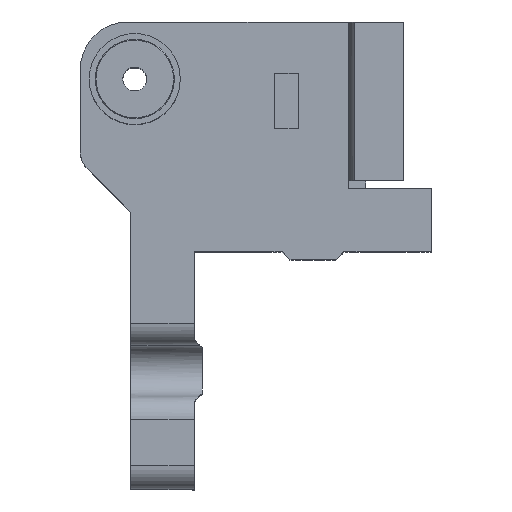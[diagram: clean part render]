
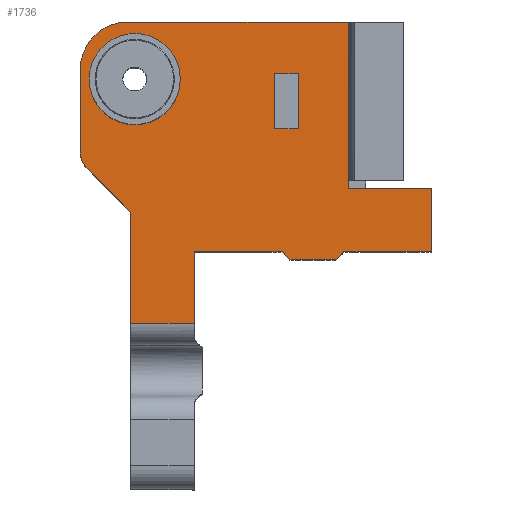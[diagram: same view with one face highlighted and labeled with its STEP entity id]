
A CAD part, top view. The second image highlights one B-rep face of the part: STEP entity #1736.
In plain terms, the highlighted face is planar.
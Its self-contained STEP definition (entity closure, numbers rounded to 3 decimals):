
#50=FACE_BOUND('',#308,.T.);
#51=FACE_BOUND('',#309,.T.);
#139=CIRCLE('',#1900,6.);
#140=CIRCLE('',#1901,3.);
#141=CIRCLE('',#1902,2.35);
#211=FACE_OUTER_BOUND('',#307,.T.);
#307=EDGE_LOOP('',(#1273,#1274,#1275,#1276,#1277,#1278,#1279,#1280,#1281,
#1282,#1283,#1284,#1285,#1286,#1287,#1288));
#308=EDGE_LOOP('',(#1289,#1290,#1291,#1292));
#309=EDGE_LOOP('',(#1293));
#413=LINE('',#2635,#575);
#440=LINE('',#2731,#602);
#444=LINE('',#2742,#606);
#456=LINE('',#2789,#618);
#457=LINE('',#2792,#619);
#458=LINE('',#2793,#620);
#459=LINE('',#2795,#621);
#460=LINE('',#2797,#622);
#461=LINE('',#2801,#623);
#462=LINE('',#2805,#624);
#463=LINE('',#2807,#625);
#464=LINE('',#2809,#626);
#465=LINE('',#2811,#627);
#466=LINE('',#2812,#628);
#467=LINE('',#2815,#629);
#468=LINE('',#2817,#630);
#469=LINE('',#2819,#631);
#470=LINE('',#2820,#632);
#575=VECTOR('',#2069,10.);
#602=VECTOR('',#2156,10.);
#606=VECTOR('',#2166,10.);
#618=VECTOR('',#2214,10.);
#619=VECTOR('',#2217,10.);
#620=VECTOR('',#2218,10.);
#621=VECTOR('',#2219,10.);
#622=VECTOR('',#2220,10.);
#623=VECTOR('',#2223,10.);
#624=VECTOR('',#2226,10.);
#625=VECTOR('',#2227,10.);
#626=VECTOR('',#2228,10.);
#627=VECTOR('',#2229,10.);
#628=VECTOR('',#2230,10.);
#629=VECTOR('',#2231,10.);
#630=VECTOR('',#2232,10.);
#631=VECTOR('',#2233,10.);
#632=VECTOR('',#2234,10.);
#738=VERTEX_POINT('',#2632);
#739=VERTEX_POINT('',#2634);
#777=VERTEX_POINT('',#2729);
#778=VERTEX_POINT('',#2730);
#782=VERTEX_POINT('',#2740);
#799=VERTEX_POINT('',#2787);
#800=VERTEX_POINT('',#2791);
#801=VERTEX_POINT('',#2794);
#802=VERTEX_POINT('',#2796);
#803=VERTEX_POINT('',#2798);
#804=VERTEX_POINT('',#2800);
#805=VERTEX_POINT('',#2802);
#806=VERTEX_POINT('',#2804);
#807=VERTEX_POINT('',#2806);
#808=VERTEX_POINT('',#2808);
#809=VERTEX_POINT('',#2810);
#810=VERTEX_POINT('',#2813);
#811=VERTEX_POINT('',#2814);
#812=VERTEX_POINT('',#2816);
#813=VERTEX_POINT('',#2818);
#814=VERTEX_POINT('',#2821);
#908=EDGE_CURVE('',#738,#739,#413,.T.);
#955=EDGE_CURVE('',#777,#778,#440,.T.);
#961=EDGE_CURVE('',#777,#782,#444,.T.);
#986=EDGE_CURVE('',#799,#782,#456,.T.);
#987=EDGE_CURVE('',#799,#800,#457,.T.);
#988=EDGE_CURVE('',#739,#800,#458,.T.);
#989=EDGE_CURVE('',#801,#738,#459,.T.);
#990=EDGE_CURVE('',#801,#802,#460,.T.);
#991=EDGE_CURVE('',#802,#803,#139,.T.);
#992=EDGE_CURVE('',#804,#803,#461,.T.);
#993=EDGE_CURVE('',#804,#805,#140,.T.);
#994=EDGE_CURVE('',#806,#805,#462,.T.);
#995=EDGE_CURVE('',#806,#807,#463,.T.);
#996=EDGE_CURVE('',#808,#807,#464,.T.);
#997=EDGE_CURVE('',#808,#809,#465,.T.);
#998=EDGE_CURVE('',#809,#778,#466,.T.);
#999=EDGE_CURVE('',#810,#811,#467,.T.);
#1000=EDGE_CURVE('',#812,#810,#468,.T.);
#1001=EDGE_CURVE('',#813,#812,#469,.T.);
#1002=EDGE_CURVE('',#811,#813,#470,.T.);
#1003=EDGE_CURVE('',#814,#814,#141,.T.);
#1273=ORIENTED_EDGE('',*,*,#955,.F.);
#1274=ORIENTED_EDGE('',*,*,#961,.T.);
#1275=ORIENTED_EDGE('',*,*,#986,.F.);
#1276=ORIENTED_EDGE('',*,*,#987,.T.);
#1277=ORIENTED_EDGE('',*,*,#988,.F.);
#1278=ORIENTED_EDGE('',*,*,#908,.F.);
#1279=ORIENTED_EDGE('',*,*,#989,.F.);
#1280=ORIENTED_EDGE('',*,*,#990,.T.);
#1281=ORIENTED_EDGE('',*,*,#991,.T.);
#1282=ORIENTED_EDGE('',*,*,#992,.F.);
#1283=ORIENTED_EDGE('',*,*,#993,.T.);
#1284=ORIENTED_EDGE('',*,*,#994,.F.);
#1285=ORIENTED_EDGE('',*,*,#995,.T.);
#1286=ORIENTED_EDGE('',*,*,#996,.F.);
#1287=ORIENTED_EDGE('',*,*,#997,.T.);
#1288=ORIENTED_EDGE('',*,*,#998,.T.);
#1289=ORIENTED_EDGE('',*,*,#999,.F.);
#1290=ORIENTED_EDGE('',*,*,#1000,.F.);
#1291=ORIENTED_EDGE('',*,*,#1001,.F.);
#1292=ORIENTED_EDGE('',*,*,#1002,.F.);
#1293=ORIENTED_EDGE('',*,*,#1003,.T.);
#1669=PLANE('',#1899);
#1736=ADVANCED_FACE('',(#211,#50,#51),#1669,.T.);
#1899=AXIS2_PLACEMENT_3D('',#2790,#2215,#2216);
#1900=AXIS2_PLACEMENT_3D('',#2799,#2221,#2222);
#1901=AXIS2_PLACEMENT_3D('',#2803,#2224,#2225);
#1902=AXIS2_PLACEMENT_3D('',#2822,#2235,#2236);
#2069=DIRECTION('',(-1.,0.,0.));
#2156=DIRECTION('',(0.707,0.707,0.));
#2166=DIRECTION('',(-1.,0.,0.));
#2214=DIRECTION('',(0.707,-0.707,0.));
#2215=DIRECTION('center_axis',(0.,0.,-1.));
#2216=DIRECTION('ref_axis',(-1.,0.,0.));
#2217=DIRECTION('',(-1.,0.,0.));
#2218=DIRECTION('',(0.,-1.,0.));
#2219=DIRECTION('',(0.,-1.,0.));
#2220=DIRECTION('',(1.,0.,0.));
#2221=DIRECTION('center_axis',(0.,0.,-1.));
#2222=DIRECTION('ref_axis',(0.,1.,0.));
#2223=DIRECTION('',(0.,1.,0.));
#2224=DIRECTION('center_axis',(0.,0.,-1.));
#2225=DIRECTION('ref_axis',(1.,0.,0.));
#2226=DIRECTION('',(0.706,0.708,0.));
#2227=DIRECTION('',(0.,-1.,0.));
#2228=DIRECTION('',(1.,0.,0.));
#2229=DIRECTION('',(0.,1.,0.));
#2230=DIRECTION('',(-1.,0.,0.));
#2231=DIRECTION('',(0.,1.,0.));
#2232=DIRECTION('',(-1.,0.,0.));
#2233=DIRECTION('',(0.,-1.,0.));
#2234=DIRECTION('',(1.,0.,0.));
#2235=DIRECTION('center_axis',(0.,0.,1.));
#2236=DIRECTION('ref_axis',(1.,0.,0.));
#2632=CARTESIAN_POINT('',(-19.45,8.,0.));
#2634=CARTESIAN_POINT('',(-30.,8.,0.));
#2635=CARTESIAN_POINT('',(-20.5,8.,0.));
#2729=CARTESIAN_POINT('',(-12.1,-1.,0.));
#2730=CARTESIAN_POINT('',(-11.1,0.,0.));
#2731=CARTESIAN_POINT('',(-8.15,2.95,0.));
#2740=CARTESIAN_POINT('',(-17.9,-1.,0.));
#2742=CARTESIAN_POINT('',(0.,-1.,0.));
#2787=CARTESIAN_POINT('',(-18.9,0.,0.));
#2789=CARTESIAN_POINT('',(-22.75,3.85,0.));
#2790=CARTESIAN_POINT('Origin',(-16.8,18.5,0.));
#2791=CARTESIAN_POINT('',(-30.,0.,0.));
#2792=CARTESIAN_POINT('',(0.,0.,0.));
#2793=CARTESIAN_POINT('',(-30.,8.,0.));
#2794=CARTESIAN_POINT('',(-19.45,29.,0.));
#2795=CARTESIAN_POINT('',(-19.45,13.25,0.));
#2796=CARTESIAN_POINT('',(8.384,29.,0.));
#2797=CARTESIAN_POINT('',(-10.2,29.,0.));
#2798=CARTESIAN_POINT('',(14.384,23.,0.));
#2799=CARTESIAN_POINT('Origin',(8.384,23.,0.));
#2800=CARTESIAN_POINT('',(14.384,12.638,0.));
#2801=CARTESIAN_POINT('',(14.384,12.638,0.));
#2802=CARTESIAN_POINT('',(13.508,10.519,0.));
#2803=CARTESIAN_POINT('Origin',(11.384,12.638,0.));
#2804=CARTESIAN_POINT('',(8.,5.,0.));
#2805=CARTESIAN_POINT('',(8.,5.,0.));
#2806=CARTESIAN_POINT('',(8.,-9.,0.));
#2807=CARTESIAN_POINT('',(8.,4.75,0.));
#2808=CARTESIAN_POINT('',(0.,-9.,0.));
#2809=CARTESIAN_POINT('',(-4.4,-9.,0.));
#2810=CARTESIAN_POINT('',(0.,0.,0.));
#2811=CARTESIAN_POINT('',(0.,-30.,0.));
#2812=CARTESIAN_POINT('',(0.,0.,0.));
#2813=CARTESIAN_POINT('',(-13.15,15.5,0.));
#2814=CARTESIAN_POINT('',(-13.15,22.5,0.));
#2815=CARTESIAN_POINT('',(-13.15,17.,0.));
#2816=CARTESIAN_POINT('',(-10.15,15.5,0.));
#2817=CARTESIAN_POINT('',(-13.475,15.5,0.));
#2818=CARTESIAN_POINT('',(-10.15,22.5,0.));
#2819=CARTESIAN_POINT('',(-10.15,20.5,0.));
#2820=CARTESIAN_POINT('',(-14.975,22.5,0.));
#2821=CARTESIAN_POINT('',(5.15,21.75,0.));
#2822=CARTESIAN_POINT('Origin',(7.5,21.75,0.));
